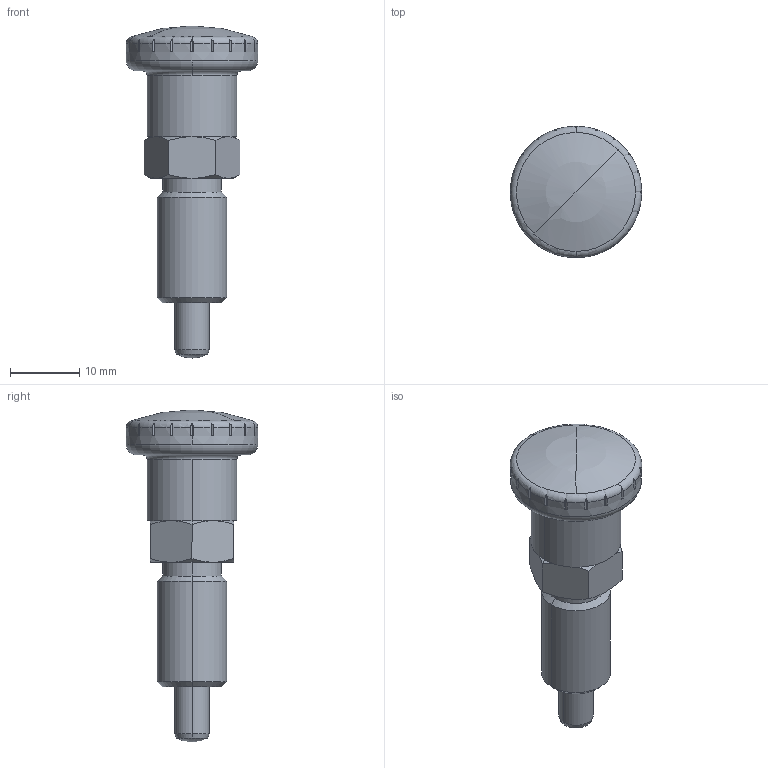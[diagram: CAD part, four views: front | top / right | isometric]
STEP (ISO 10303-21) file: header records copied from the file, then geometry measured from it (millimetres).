
FILE_DESCRIPTION(('STEP AP214'),'1');
FILE_NAME('HALDERN_EH_22110_0207.stp','2017-11-08T12:45:26',('TraceParts'),('TraceParts S.A.'),'Spatial InterOp 3D',' ',' ');
FILE_SCHEMA(('automotive_design'));
Length unit declared in the file: millimetre
Products named in the file (2): HALDERN_EH_22110_0207_1; HALDERN_EH_22110_0207_2
Bounding box: 19 x 19 x 47.98 mm (x, y, z)
Volume: 4949.9 mm3; surface area: 3041.1 mm2
Topology: 2 solids, 2 shells, 117 faces, 307 edges, 196 vertices
Faces by surface type: plane 72, cone 22, cylinder 14, torus 6, sphere 3
Entity records: 4989 total; most frequent: CARTESIAN_POINT 1196, ORIENTED_EDGE 610, DIRECTION 590, EDGE_CURVE 305, AXIS2_PLACEMENT_3D 230, VERTEX_POINT 196, LINE 130, VECTOR 130
